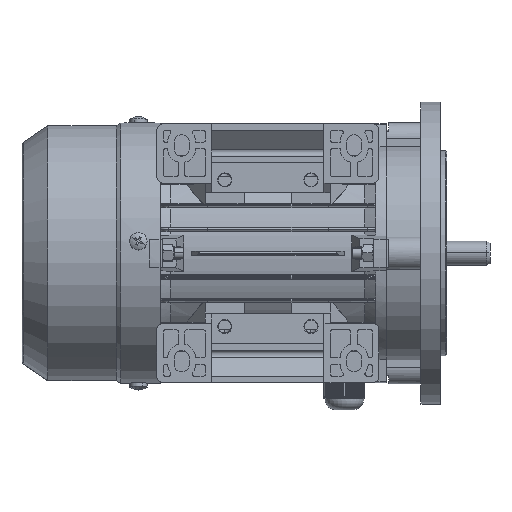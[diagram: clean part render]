
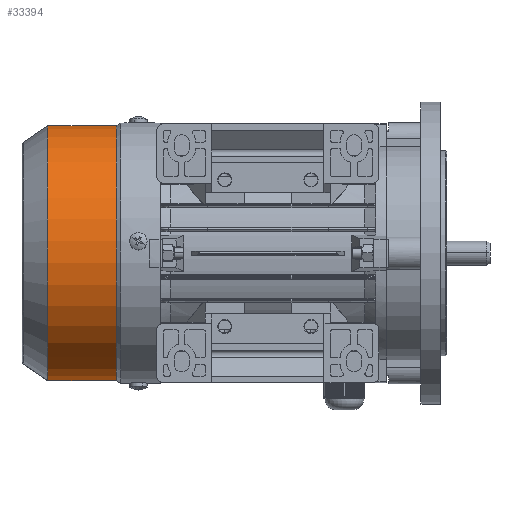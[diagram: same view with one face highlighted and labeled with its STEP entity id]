
A CAD part, front view. The second image highlights one B-rep face of the part: STEP entity #33394.
In plain terms, the highlighted cylindrical face has radius 59.3 mm (diameter 118.6 mm), a partial arc.
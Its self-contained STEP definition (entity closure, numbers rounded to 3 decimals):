
#30931 = VERTEX_POINT ( 'NONE', #55260 ) ;
#30933 = VERTEX_POINT ( 'NONE', #55258 ) ;
#30954 = VERTEX_POINT ( 'NONE', #55339 ) ;
#31053 = VERTEX_POINT ( 'NONE', #55614 ) ;
#31057 = EDGE_CURVE ( 'NONE', #31053, #30933, #55611, .T. ) ;
#31062 = EDGE_CURVE ( 'NONE', #30954, #30931, #55604, .T. ) ;
#33394 = ADVANCED_FACE ( 'NONE', ( #59471 ), #59460, .T. ) ;
#33395 = ORIENTED_EDGE ( 'NONE', *, *, #31057, .F. ) ;
#33396 = ORIENTED_EDGE ( 'NONE', *, *, #33432, .T. ) ;
#33397 = ORIENTED_EDGE ( 'NONE', *, *, #31062, .T. ) ;
#33399 = ORIENTED_EDGE ( 'NONE', *, *, #33401, .F. ) ;
#33401 = EDGE_CURVE ( 'NONE', #30933, #30931, #59461, .T. ) ;
#33432 = EDGE_CURVE ( 'NONE', #31053, #30954, #59484, .T. ) ;
#33435 = EDGE_LOOP ( 'NONE', ( #33395, #33396, #33397, #33399 ) ) ;
#55258 = CARTESIAN_POINT ( 'NONE',  ( 20.3, 0., -59.3 ) ) ;
#55260 = CARTESIAN_POINT ( 'NONE',  ( 20.3, 0., 59.3 ) ) ;
#55339 = CARTESIAN_POINT ( 'NONE',  ( 52., 0., 59.3 ) ) ;
#55600 = DIRECTION ( 'NONE',  ( -1., 0., 0. ) ) ;
#55601 = VECTOR ( 'NONE', #55600, 1000. ) ;
#55603 = CARTESIAN_POINT ( 'NONE',  ( 0., 0., 59.3 ) ) ;
#55604 = LINE ( 'NONE', #55603, #55601 ) ;
#55605 = DIRECTION ( 'NONE',  ( -1., 0., 0. ) ) ;
#55607 = VECTOR ( 'NONE', #55605, 1000. ) ;
#55609 = CARTESIAN_POINT ( 'NONE',  ( 0., 0., -59.3 ) ) ;
#55611 = LINE ( 'NONE', #55609, #55607 ) ;
#55614 = CARTESIAN_POINT ( 'NONE',  ( 52., 0., -59.3 ) ) ;
#59457 = DIRECTION ( 'NONE',  ( 0., 0., 1. ) ) ;
#59458 = DIRECTION ( 'NONE',  ( -1., 0., 0. ) ) ;
#59459 = AXIS2_PLACEMENT_3D ( 'NONE', #59462, #59458, #59457 ) ;
#59460 = CYLINDRICAL_SURFACE ( 'NONE', #59459, 59.3 ) ;
#59461 = CIRCLE ( 'NONE', #59501, 59.3 ) ;
#59462 = CARTESIAN_POINT ( 'NONE',  ( 0., 0., 0. ) ) ;
#59471 = FACE_OUTER_BOUND ( 'NONE', #33435, .T. ) ;
#59478 = CARTESIAN_POINT ( 'NONE',  ( 52., 0., 0. ) ) ;
#59479 = AXIS2_PLACEMENT_3D ( 'NONE', #59478, #59545, #59544 ) ;
#59484 = CIRCLE ( 'NONE', #59479, 59.3 ) ;
#59498 = DIRECTION ( 'NONE',  ( 0., 0., 1. ) ) ;
#59499 = DIRECTION ( 'NONE',  ( -1., 0., 0. ) ) ;
#59500 = CARTESIAN_POINT ( 'NONE',  ( 20.3, 0., 0. ) ) ;
#59501 = AXIS2_PLACEMENT_3D ( 'NONE', #59500, #59499, #59498 ) ;
#59544 = DIRECTION ( 'NONE',  ( 0., 0., 1. ) ) ;
#59545 = DIRECTION ( 'NONE',  ( -1., 0., 0. ) ) ;
